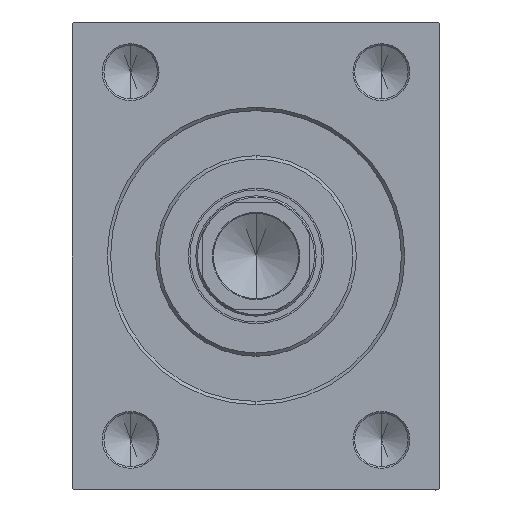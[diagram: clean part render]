
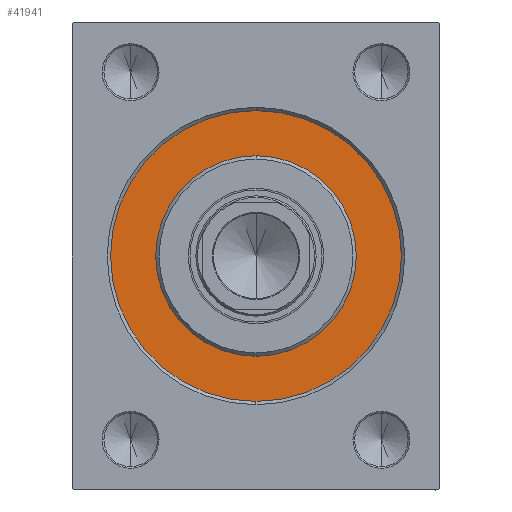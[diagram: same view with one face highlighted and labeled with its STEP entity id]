
A CAD part, left-side view. The second image highlights one B-rep face of the part: STEP entity #41941.
In plain terms, the highlighted face is planar.
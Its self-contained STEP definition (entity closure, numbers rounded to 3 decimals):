
#1599 = EDGE_CURVE ( 'NONE', #41961, #32622, #40978, .T. ) ;
#1629 = AXIS2_PLACEMENT_3D ( 'NONE', #7283, #3005, #33816 ) ;
#2949 = ORIENTED_EDGE ( 'NONE', *, *, #1599, .F. ) ;
#3005 = DIRECTION ( 'NONE',  ( -1., 0., 0. ) ) ;
#5055 = VERTEX_POINT ( 'NONE', #22333 ) ;
#5685 = CARTESIAN_POINT ( 'NONE',  ( 0., 0., 0. ) ) ;
#6352 = DIRECTION ( 'NONE',  ( -1., 0., 0. ) ) ;
#7283 = CARTESIAN_POINT ( 'NONE',  ( 0., 0., 0. ) ) ;
#8208 = ORIENTED_EDGE ( 'NONE', *, *, #43334, .F. ) ;
#9723 = DIRECTION ( 'NONE',  ( 0., 0., 1. ) ) ;
#13567 = FACE_OUTER_BOUND ( 'NONE', #28205, .T. ) ;
#14330 = ORIENTED_EDGE ( 'NONE', *, *, #17591, .F. ) ;
#14809 = DIRECTION ( 'NONE',  ( -1., 0., 0. ) ) ;
#15810 = EDGE_LOOP ( 'NONE', ( #17263, #14330 ) ) ;
#16748 = CIRCLE ( 'NONE', #28951, 43.5 ) ;
#17263 = ORIENTED_EDGE ( 'NONE', *, *, #26772, .F. ) ;
#17591 = EDGE_CURVE ( 'NONE', #5055, #28725, #18325, .T. ) ;
#18325 = CIRCLE ( 'NONE', #19759, 30. ) ;
#18395 = DIRECTION ( 'NONE',  ( 0., 0., 1. ) ) ;
#19759 = AXIS2_PLACEMENT_3D ( 'NONE', #36601, #30527, #44438 ) ;
#22333 = CARTESIAN_POINT ( 'NONE',  ( 0., 0., -30. ) ) ;
#25142 = CARTESIAN_POINT ( 'NONE',  ( 0., 0., 0. ) ) ;
#26772 = EDGE_CURVE ( 'NONE', #28725, #5055, #43664, .T. ) ;
#28205 = EDGE_LOOP ( 'NONE', ( #2949, #8208 ) ) ;
#28223 = DIRECTION ( 'NONE',  ( 0., 0., -1. ) ) ;
#28725 = VERTEX_POINT ( 'NONE', #31955 ) ;
#28951 = AXIS2_PLACEMENT_3D ( 'NONE', #25142, #14809, #18395 ) ;
#30527 = DIRECTION ( 'NONE',  ( 1., 0., 0. ) ) ;
#31519 = AXIS2_PLACEMENT_3D ( 'NONE', #31588, #34954, #28223 ) ;
#31588 = CARTESIAN_POINT ( 'NONE',  ( 0., 0., 0. ) ) ;
#31955 = CARTESIAN_POINT ( 'NONE',  ( 0., 0., 30. ) ) ;
#32622 = VERTEX_POINT ( 'NONE', #44008 ) ;
#33816 = DIRECTION ( 'NONE',  ( 0., 0., 1. ) ) ;
#34471 = PLANE ( 'NONE',  #1629 ) ;
#34954 = DIRECTION ( 'NONE',  ( 1., 0., 0. ) ) ;
#36601 = CARTESIAN_POINT ( 'NONE',  ( 0., 0., 0. ) ) ;
#38060 = FACE_BOUND ( 'NONE', #15810, .T. ) ;
#40978 = CIRCLE ( 'NONE', #43855, 43.5 ) ;
#41223 = CARTESIAN_POINT ( 'NONE',  ( 0., 0., -43.5 ) ) ;
#41941 = ADVANCED_FACE ( 'NONE', ( #38060, #13567 ), #34471, .F. ) ;
#41961 = VERTEX_POINT ( 'NONE', #41223 ) ;
#43334 = EDGE_CURVE ( 'NONE', #32622, #41961, #16748, .T. ) ;
#43664 = CIRCLE ( 'NONE', #31519, 30. ) ;
#43855 = AXIS2_PLACEMENT_3D ( 'NONE', #5685, #6352, #9723 ) ;
#44008 = CARTESIAN_POINT ( 'NONE',  ( 0., 0., 43.5 ) ) ;
#44438 = DIRECTION ( 'NONE',  ( 0., 0., -1. ) ) ;
